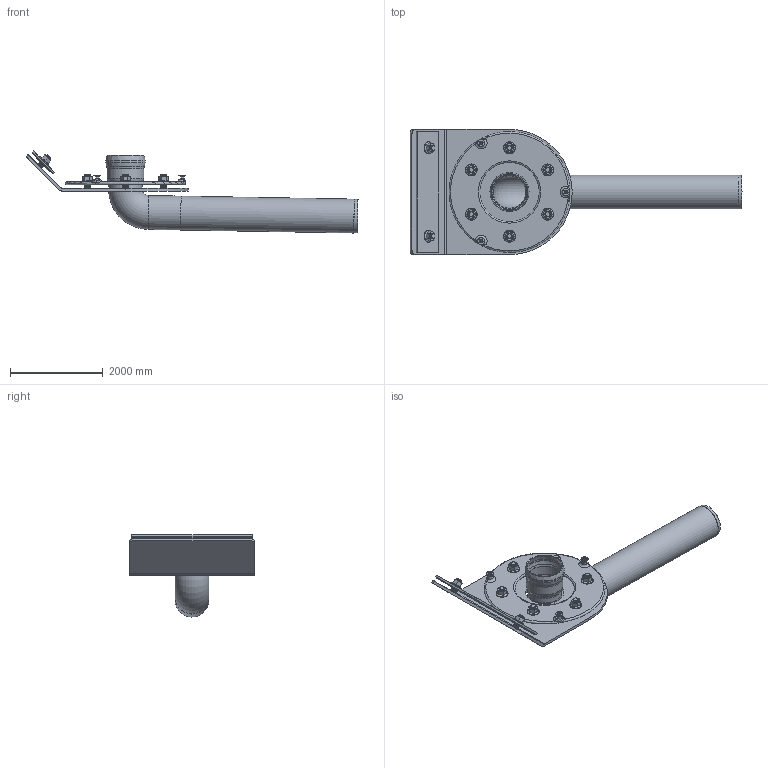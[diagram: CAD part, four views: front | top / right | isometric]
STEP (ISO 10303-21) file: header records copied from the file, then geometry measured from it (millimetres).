
FILE_DESCRIPTION(/* description */ (''),/* implementation_level */ '2;1');
FILE_NAME(/* name */ '13430.070X_3D.stp',/* time_stamp */ '2025-02-21T11:47:31+01:00',/* author */ ('c.rudolph'),/* organization */ (''),/* preprocessor_version */ 'ST-DEVELOPER v20',/* originating_system */ 'AutoCAD Mechanical',/* authorisation */ '');
FILE_SCHEMA (('AUTOMOTIVE_DESIGN { 1 0 10303 214 3 1 1 }'));
Length unit declared in the file: centimetre
Products named in the file (6): Product; *S0; *U2; *U1; *U4; *U3
Assembly tree (15 placements, depth 3):
  Product
    *S0
    *U2
      *U1  x6
    *U4
      *U3  x6
Bounding box: 7148.45 x 2700 x 1766.81 mm (x, y, z)
Volume: 1130839676.7 mm3; surface area: 61531859 mm2
Topology: 25 solids, 25 shells, 567 faces, 1228 edges, 740 vertices
Faces by surface type: cone 327, plane 136, cylinder 65, torus 29, bspline 10
Full cylindrical faces by diameter (mm): 40 x3, 70 x12, 80 x18, 101.06 x8, 160 x8, 698 x3, 730 x3, 760 x1, 792 x1, 810 x1, 820 x1, 842 x1
Entity records: 9787 total; most frequent: CARTESIAN_POINT 2716, DIRECTION 1578, ORIENTED_EDGE 1318, AXIS2_PLACEMENT_3D 672, EDGE_CURVE 659, VERTEX_POINT 399, EDGE_LOOP 378, CIRCLE 349
